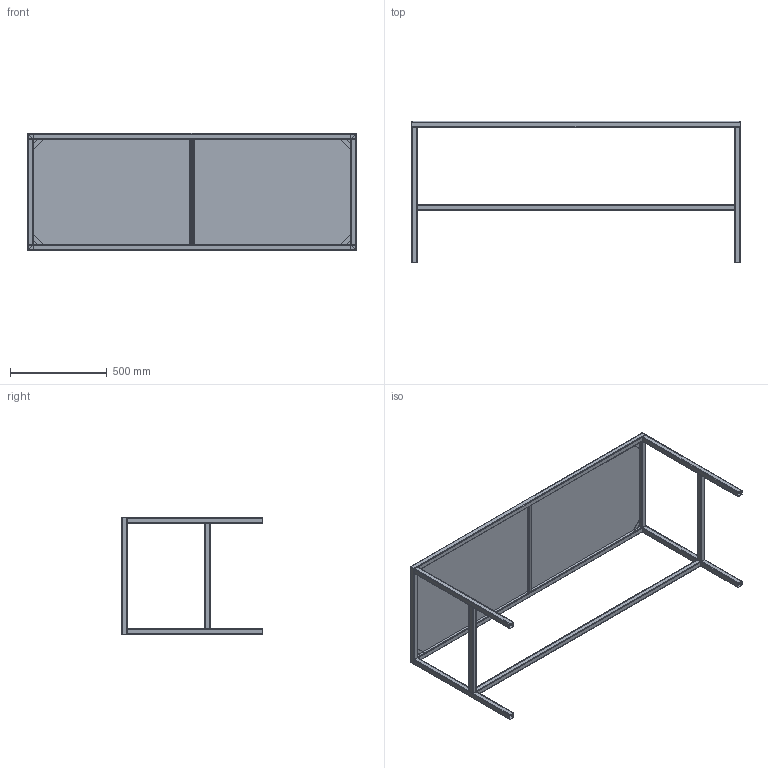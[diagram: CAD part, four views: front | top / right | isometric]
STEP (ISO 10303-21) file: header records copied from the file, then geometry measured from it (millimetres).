
FILE_DESCRIPTION (( 'STEP AP203' ), '1' );
FILE_NAME ('Shredded plastic storage shelf.STEP', '2019-12-26T21:33:00', ( '' ), ( '' ), 'SwSTEP 2.0', 'SolidWorks 2016', '' );
FILE_SCHEMA (( 'CONFIG_CONTROL_DESIGN' ));
Length unit declared in the file: millimetre
Products named in the file (1): Shredded plastic storage shelf
Bounding box: 1700 x 730 x 605 mm (x, y, z)
Volume: 15457786.5 mm3; surface area: 4030120.1 mm2
Topology: 17 solids, 17 shells, 237 faces, 609 edges, 406 vertices
Faces by surface type: plane 146, cylinder 91
Entity records: 7250 total; most frequent: CARTESIAN_POINT 1445, ORIENTED_EDGE 1218, DIRECTION 1139, EDGE_CURVE 609, VECTOR 427, LINE 427, VERTEX_POINT 406, AXIS2_PLACEMENT_3D 356
